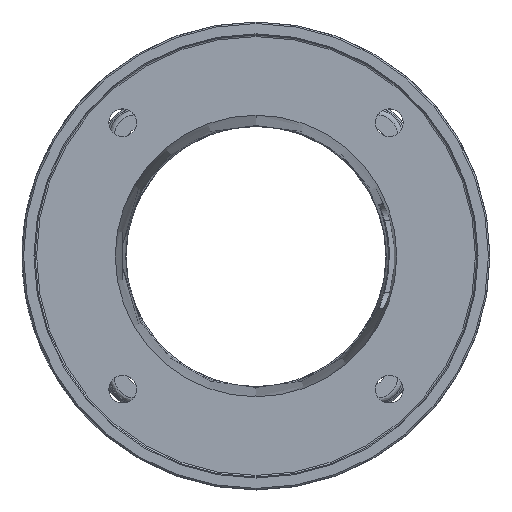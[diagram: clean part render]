
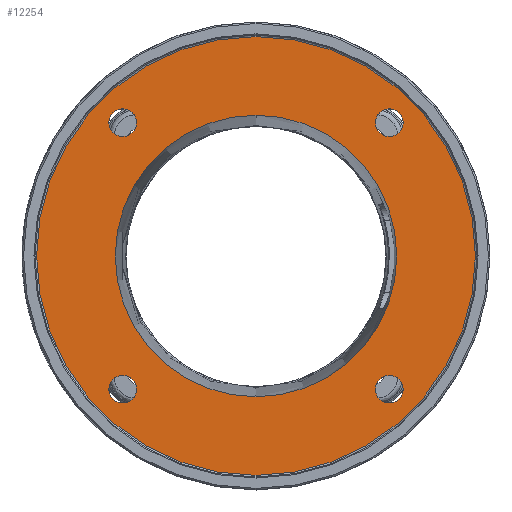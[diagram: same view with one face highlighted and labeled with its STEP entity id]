
A CAD part, top view. The second image highlights one B-rep face of the part: STEP entity #12254.
In plain terms, the highlighted planar face has unit normal (0, 0, 1).
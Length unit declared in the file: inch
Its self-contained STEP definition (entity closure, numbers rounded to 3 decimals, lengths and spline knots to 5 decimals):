
#550=CARTESIAN_POINT('',(0.,0.,-0.2075));
#551=DIRECTION('',(0.,0.,1.));
#552=DIRECTION('',(0.,1.,0.));
#553=AXIS2_PLACEMENT_3D('',#550,#551,#552);
#697=CARTESIAN_POINT('',(0.,0.,-0.2075));
#698=DIRECTION('',(0.,0.,-1.));
#699=DIRECTION('',(0.,1.,0.));
#700=AXIS2_PLACEMENT_3D('',#697,#698,#699);
#702=CARTESIAN_POINT('',(0.,0.,-0.2075));
#703=DIRECTION('',(0.,0.,1.));
#704=DIRECTION('',(0.,1.,0.));
#705=AXIS2_PLACEMENT_3D('',#702,#703,#704);
#843=CARTESIAN_POINT('',(0.,0.,-0.2075));
#844=DIRECTION('',(0.,0.,1.));
#845=DIRECTION('',(0.,-1.,0.));
#846=AXIS2_PLACEMENT_3D('',#843,#844,#845);
#4300=CARTESIAN_POINT('',(-2.56326,2.56326,-0.2075));
#4301=DIRECTION('',(0.,0.,-1.));
#4302=DIRECTION('',(-0.707,0.707,0.));
#4303=AXIS2_PLACEMENT_3D('',#4300,#4301,#4302);
#4310=CARTESIAN_POINT('',(-2.56326,2.56326,-0.2075));
#4311=DIRECTION('',(0.,0.,-1.));
#4312=DIRECTION('',(0.707,-0.707,0.));
#4313=AXIS2_PLACEMENT_3D('',#4310,#4311,#4312);
#4336=CARTESIAN_POINT('',(-2.56326,-2.56326,-0.2075));
#4337=DIRECTION('',(0.,0.,-1.));
#4338=DIRECTION('',(-0.707,-0.707,0.));
#4339=AXIS2_PLACEMENT_3D('',#4336,#4337,#4338);
#4346=CARTESIAN_POINT('',(-2.56326,-2.56326,-0.2075));
#4347=DIRECTION('',(0.,0.,-1.));
#4348=DIRECTION('',(0.707,0.707,0.));
#4349=AXIS2_PLACEMENT_3D('',#4346,#4347,#4348);
#4372=CARTESIAN_POINT('',(2.56326,-2.56326,-0.2075));
#4373=DIRECTION('',(0.,0.,-1.));
#4374=DIRECTION('',(0.707,-0.707,0.));
#4375=AXIS2_PLACEMENT_3D('',#4372,#4373,#4374);
#4382=CARTESIAN_POINT('',(2.56326,-2.56326,-0.2075));
#4383=DIRECTION('',(0.,0.,-1.));
#4384=DIRECTION('',(-0.707,0.707,0.));
#4385=AXIS2_PLACEMENT_3D('',#4382,#4383,#4384);
#4408=CARTESIAN_POINT('',(2.56326,2.56326,-0.2075));
#4409=DIRECTION('',(0.,0.,-1.));
#4410=DIRECTION('',(0.707,0.707,0.));
#4411=AXIS2_PLACEMENT_3D('',#4408,#4409,#4410);
#4418=CARTESIAN_POINT('',(2.56326,2.56326,-0.2075));
#4419=DIRECTION('',(0.,0.,-1.));
#4420=DIRECTION('',(-0.707,-0.707,0.));
#4421=AXIS2_PLACEMENT_3D('',#4418,#4419,#4420);
#11017=CARTESIAN_POINT('',(0.,4.22,-0.2075));
#11019=VERTEX_POINT('',#11017);
#11023=CARTESIAN_POINT('',(0.,-4.22,-0.2075));
#11025=VERTEX_POINT('',#11023);
#11029=CARTESIAN_POINT('',(0.,2.70736,-0.2075));
#11030=CARTESIAN_POINT('',(0.,-2.70736,-0.2075));
#11031=VERTEX_POINT('',#11029);
#11032=VERTEX_POINT('',#11030);
#11037=CARTESIAN_POINT('',(-2.75065,2.75065,-0.2075));
#11038=CARTESIAN_POINT('',(-2.37588,2.37588,-0.2075));
#11039=VERTEX_POINT('',#11037);
#11040=VERTEX_POINT('',#11038);
#11041=CARTESIAN_POINT('',(-2.75065,-2.75065,-0.2075));
#11042=CARTESIAN_POINT('',(-2.37588,-2.37588,-0.2075));
#11043=VERTEX_POINT('',#11041);
#11044=VERTEX_POINT('',#11042);
#11045=CARTESIAN_POINT('',(2.75065,-2.75065,-0.2075));
#11046=CARTESIAN_POINT('',(2.37588,-2.37588,-0.2075));
#11047=VERTEX_POINT('',#11045);
#11048=VERTEX_POINT('',#11046);
#11049=CARTESIAN_POINT('',(2.75065,2.75065,-0.2075));
#11050=CARTESIAN_POINT('',(2.37588,2.37588,-0.2075));
#11051=VERTEX_POINT('',#11049);
#11052=VERTEX_POINT('',#11050);
#12214=CARTESIAN_POINT('',(0.,0.,-0.2075));
#12215=DIRECTION('',(0.,0.,1.));
#12216=DIRECTION('',(0.,1.,0.));
#12217=AXIS2_PLACEMENT_3D('',#12214,#12215,#12216);
#12218=PLANE('',#12217);
#12220=ORIENTED_EDGE('',*,*,#12219,.T.);
#12222=ORIENTED_EDGE('',*,*,#12221,.F.);
#12223=EDGE_LOOP('',(#12220,#12222));
#12224=FACE_OUTER_BOUND('',#12223,.F.);
#12225=ORIENTED_EDGE('',*,*,#11954,.T.);
#12227=ORIENTED_EDGE('',*,*,#12226,.T.);
#12228=EDGE_LOOP('',(#12225,#12227));
#12229=FACE_BOUND('',#12228,.F.);
#12231=ORIENTED_EDGE('',*,*,#12230,.F.);
#12233=ORIENTED_EDGE('',*,*,#12232,.F.);
#12234=EDGE_LOOP('',(#12231,#12233));
#12235=FACE_BOUND('',#12234,.F.);
#12237=ORIENTED_EDGE('',*,*,#12236,.F.);
#12239=ORIENTED_EDGE('',*,*,#12238,.F.);
#12240=EDGE_LOOP('',(#12237,#12239));
#12241=FACE_BOUND('',#12240,.F.);
#12243=ORIENTED_EDGE('',*,*,#12242,.F.);
#12245=ORIENTED_EDGE('',*,*,#12244,.F.);
#12246=EDGE_LOOP('',(#12243,#12245));
#12247=FACE_BOUND('',#12246,.F.);
#12249=ORIENTED_EDGE('',*,*,#12248,.F.);
#12251=ORIENTED_EDGE('',*,*,#12250,.F.);
#12252=EDGE_LOOP('',(#12249,#12251));
#12253=FACE_BOUND('',#12252,.F.);
#12254=ADVANCED_FACE('',(#12224,#12229,#12235,#12241,#12247,#12253),#12218,.T.);
#554=CIRCLE('',#553,2.70736);
#701=CIRCLE('',#700,4.22);
#706=CIRCLE('',#705,4.22);
#847=CIRCLE('',#846,2.70736);
#4304=CIRCLE('',#4303,0.265);
#4314=CIRCLE('',#4313,0.265);
#4340=CIRCLE('',#4339,0.265);
#4350=CIRCLE('',#4349,0.265);
#4376=CIRCLE('',#4375,0.265);
#4386=CIRCLE('',#4385,0.265);
#4412=CIRCLE('',#4411,0.265);
#4422=CIRCLE('',#4421,0.265);
#11954=EDGE_CURVE('',#11031,#11032,#554,.T.);
#12219=EDGE_CURVE('',#11019,#11025,#701,.T.);
#12221=EDGE_CURVE('',#11019,#11025,#706,.T.);
#12226=EDGE_CURVE('',#11032,#11031,#847,.T.);
#12230=EDGE_CURVE('',#11039,#11040,#4304,.T.);
#12232=EDGE_CURVE('',#11040,#11039,#4314,.T.);
#12236=EDGE_CURVE('',#11043,#11044,#4340,.T.);
#12238=EDGE_CURVE('',#11044,#11043,#4350,.T.);
#12242=EDGE_CURVE('',#11047,#11048,#4376,.T.);
#12244=EDGE_CURVE('',#11048,#11047,#4386,.T.);
#12248=EDGE_CURVE('',#11051,#11052,#4412,.T.);
#12250=EDGE_CURVE('',#11052,#11051,#4422,.T.);
